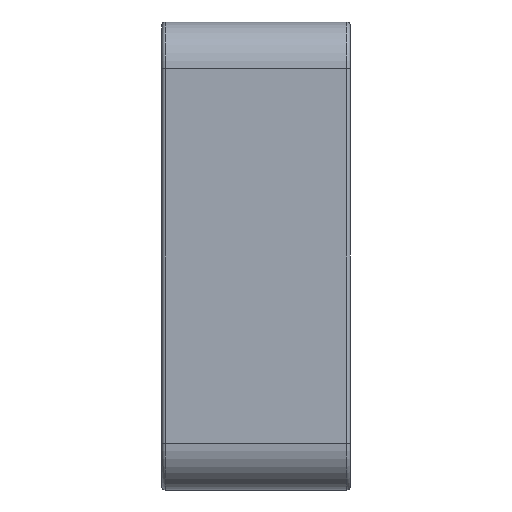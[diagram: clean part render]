
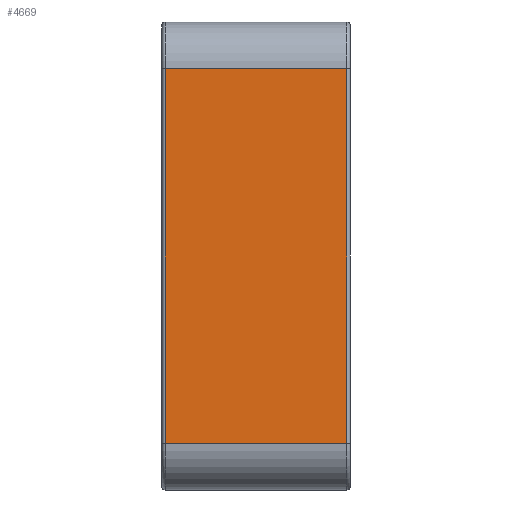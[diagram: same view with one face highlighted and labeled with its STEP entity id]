
A CAD part, left-side view. The second image highlights one B-rep face of the part: STEP entity #4669.
In plain terms, the highlighted planar face has unit normal (-1, 0, 0).
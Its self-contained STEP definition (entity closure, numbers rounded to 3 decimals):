
#1858=DIRECTION('',(0.,0.,1.));
#1859=VECTOR('',#1858,20.1);
#1860=CARTESIAN_POINT('',(-12.55,9.92,-10.05));
#1861=LINE('',#1860,#1859);
#2126=DIRECTION('',(0.,0.,-1.));
#2127=VECTOR('',#2126,20.1);
#2128=CARTESIAN_POINT('',(-12.55,0.2,10.05));
#2129=LINE('',#2128,#2127);
#2172=DIRECTION('',(0.,-1.,0.));
#2173=VECTOR('',#2172,9.72);
#2174=CARTESIAN_POINT('',(-12.55,9.92,-10.05));
#2175=LINE('',#2174,#2173);
#2179=DIRECTION('',(0.,-1.,0.));
#2180=VECTOR('',#2179,9.72);
#2181=CARTESIAN_POINT('',(-12.55,9.92,10.05));
#2182=LINE('',#2181,#2180);
#2930=CARTESIAN_POINT('',(-12.55,9.92,10.05));
#2931=VERTEX_POINT('',#2930);
#2934=CARTESIAN_POINT('',(-12.55,9.92,-10.05));
#2935=VERTEX_POINT('',#2934);
#2984=CARTESIAN_POINT('',(-12.55,0.2,10.05));
#2985=VERTEX_POINT('',#2984);
#2988=CARTESIAN_POINT('',(-12.55,0.2,-10.05));
#2989=VERTEX_POINT('',#2988);
#4657=CARTESIAN_POINT('',(-12.55,0.,-12.55));
#4658=DIRECTION('',(-1.,0.,0.));
#4659=DIRECTION('',(0.,0.,1.));
#4660=AXIS2_PLACEMENT_3D('',#4657,#4658,#4659);
#4661=PLANE('',#4660);
#4662=ORIENTED_EDGE('',*,*,#4611,.T.);
#4663=ORIENTED_EDGE('',*,*,#4645,.F.);
#4664=ORIENTED_EDGE('',*,*,#4444,.T.);
#4666=ORIENTED_EDGE('',*,*,#4665,.T.);
#4667=EDGE_LOOP('',(#4662,#4663,#4664,#4666));
#4668=FACE_OUTER_BOUND('',#4667,.F.);
#4669=ADVANCED_FACE('',(#4668),#4661,.T.);
#4444=EDGE_CURVE('',#2935,#2931,#1861,.T.);
#4611=EDGE_CURVE('',#2985,#2989,#2129,.T.);
#4645=EDGE_CURVE('',#2935,#2989,#2175,.T.);
#4665=EDGE_CURVE('',#2931,#2985,#2182,.T.);
